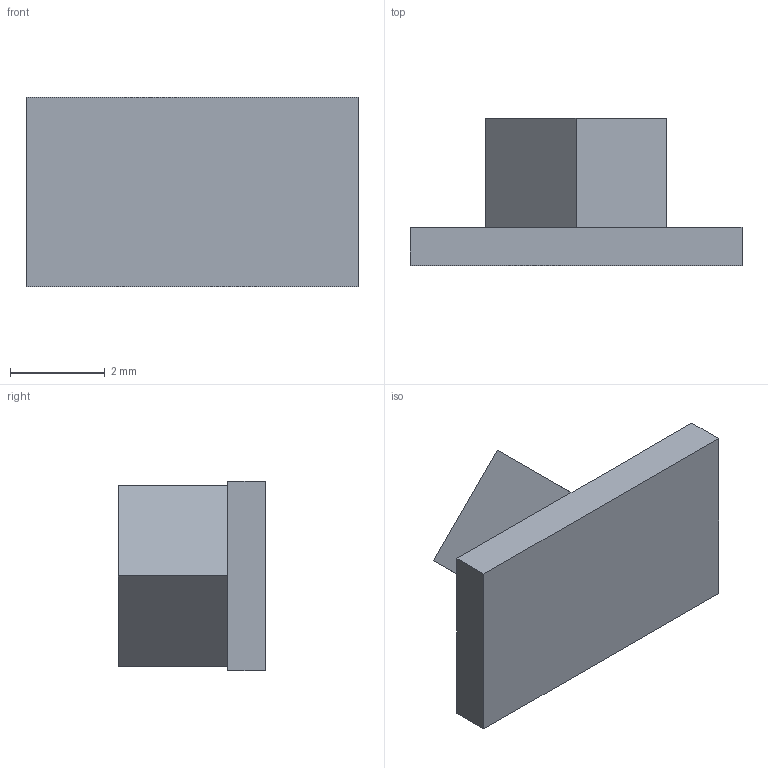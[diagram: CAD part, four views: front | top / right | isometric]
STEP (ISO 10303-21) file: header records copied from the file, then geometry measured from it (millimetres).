
FILE_DESCRIPTION (( 'STEP AP214' ), '1' );
FILE_NAME ('INGUN_108702.STEP', '2021-03-25T11:01:56', ( '' ), ( '' ), 'SwSTEP 2.0', 'SolidWorks 2018', '' );
FILE_SCHEMA (( 'AUTOMOTIVE_DESIGN' ));
Length unit declared in the file: millimetre
Products named in the file (1): INGUN_108702
Bounding box: 7 x 3.1 x 4 mm (x, y, z)
Volume: 38.3 mm3; surface area: 122.4 mm2
Topology: 2 solids, 2 shells, 39 faces, 93 edges, 62 vertices
Faces by surface type: plane 39
Entity records: 1227 total; most frequent: CARTESIAN_POINT 195, ORIENTED_EDGE 186, DIRECTION 173, VECTOR 93, LINE 93, EDGE_CURVE 93, VERTEX_POINT 62, EDGE_LOOP 43
